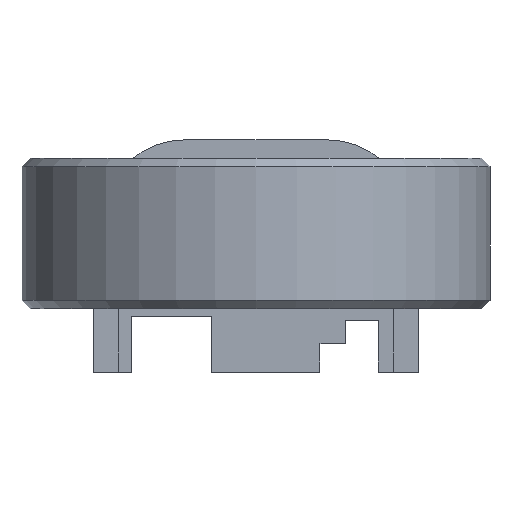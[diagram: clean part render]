
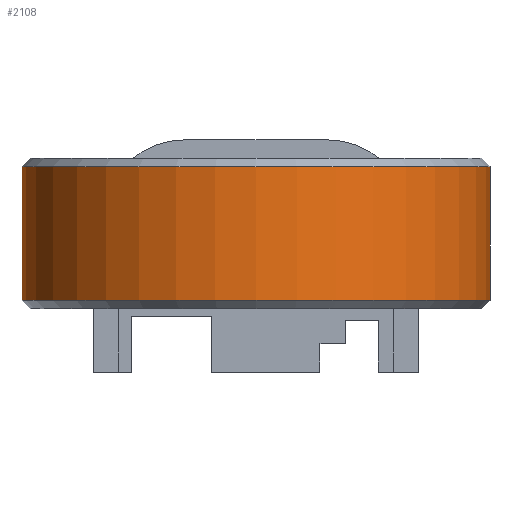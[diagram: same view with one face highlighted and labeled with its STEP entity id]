
A CAD part, front view. The second image highlights one B-rep face of the part: STEP entity #2108.
In plain terms, the highlighted cylindrical face has radius 14 mm (diameter 28 mm), a partial arc.
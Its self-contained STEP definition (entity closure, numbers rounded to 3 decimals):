
#42=CARTESIAN_POINT('',(-14.,-18.3,-1.85));
#43=VERTEX_POINT('',#42);
#50=CARTESIAN_POINT('',(-14.,-18.3,6.15));
#51=VERTEX_POINT('',#50);
#52=CARTESIAN_POINT('',(-14.,-18.3,-1.85));
#53=DIRECTION('',(0.,0.,1.));
#54=VECTOR('',#53,8.);
#55=LINE('',#52,#54);
#56=EDGE_CURVE('',#43,#51,#55,.T.);
#458=CARTESIAN_POINT('',(14.,-18.3,-1.85));
#459=VERTEX_POINT('',#458);
#476=CARTESIAN_POINT('',(14.,-18.3,6.15));
#477=VERTEX_POINT('',#476);
#484=CARTESIAN_POINT('',(14.,-18.3,-1.85));
#485=DIRECTION('',(0.,0.,1.));
#486=VECTOR('',#485,8.);
#487=LINE('',#484,#486);
#488=EDGE_CURVE('',#459,#477,#487,.T.);
#2085=CARTESIAN_POINT('',(-0.,-18.3,-3.35));
#2086=DIRECTION('',(0.,0.,1.));
#2087=DIRECTION('',(1.,0.,-0.));
#2088=AXIS2_PLACEMENT_3D('',#2085,#2086,#2087);
#2089=CYLINDRICAL_SURFACE('',#2088,14.);
#2090=ORIENTED_EDGE('',*,*,#56,.F.);
#2091=CARTESIAN_POINT('',(-0.,-18.3,-1.85));
#2092=DIRECTION('',(0.,0.,1.));
#2093=DIRECTION('',(1.,0.,-0.));
#2094=AXIS2_PLACEMENT_3D('',#2091,#2092,#2093);
#2095=CIRCLE('',#2094,14.);
#2096=EDGE_CURVE('',#43,#459,#2095,.T.);
#2097=ORIENTED_EDGE('',*,*,#2096,.T.);
#2098=ORIENTED_EDGE('',*,*,#488,.T.);
#2099=CARTESIAN_POINT('',(-0.,-18.3,6.15));
#2100=DIRECTION('',(-0.,-0.,-1.));
#2101=DIRECTION('',(1.,0.,-0.));
#2102=AXIS2_PLACEMENT_3D('',#2099,#2100,#2101);
#2103=CIRCLE('',#2102,14.);
#2104=EDGE_CURVE('',#477,#51,#2103,.T.);
#2105=ORIENTED_EDGE('',*,*,#2104,.T.);
#2106=EDGE_LOOP('',(#2090,#2097,#2098,#2105));
#2107=FACE_BOUND('',#2106,.T.);
#2108=ADVANCED_FACE('',(#2107),#2089,.T.);
